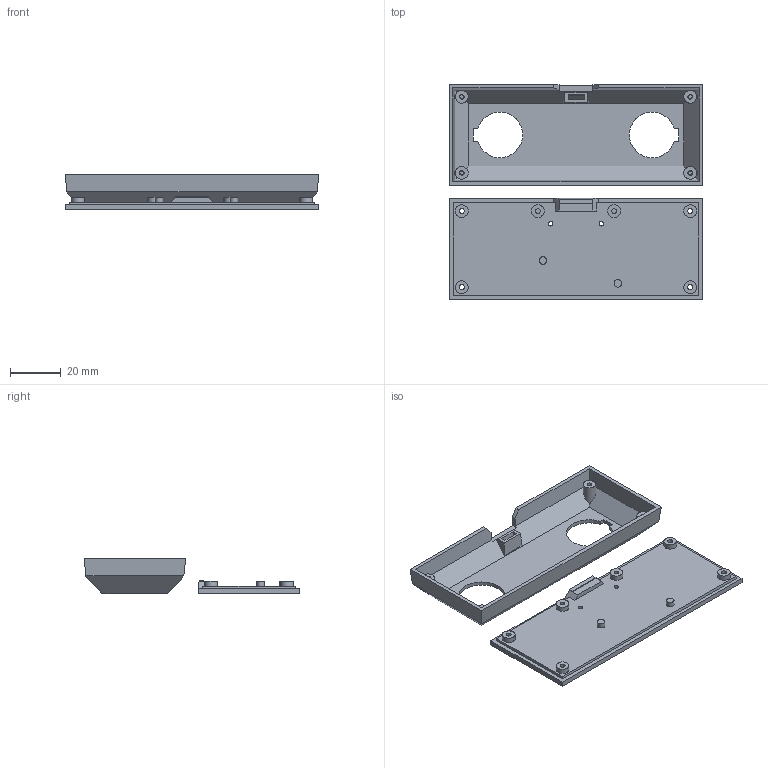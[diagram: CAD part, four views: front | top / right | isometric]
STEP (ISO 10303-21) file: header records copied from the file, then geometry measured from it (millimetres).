
FILE_DESCRIPTION(/* description */ (''),/* implementation_level */ '2;1');
FILE_NAME(/* name */ 'ovrvision_pro_cover.stp',/* time_stamp */ '2015-12-10T14:29:12+09:00',/* author */ (''),/* organization */ (''),/* preprocessor_version */ 'ST-DEVELOPER v15.2',/* originating_system */ 'Autodesk Translator Framework v2.0.0.5431',/* authorisation */ '');
FILE_SCHEMA (('AUTOMOTIVE_DESIGN { 1 0 10303 214 3 1 1 }'));
Length unit declared in the file: centimetre
Products named in the file (1): pro_cover_v2
Bounding box: 100.01 x 85 x 14 mm (x, y, z)
Volume: 20511.7 mm3; surface area: 21415.8 mm2
Topology: 2 solids, 2 shells, 137 faces, 320 edges, 209 vertices
Faces by surface type: plane 105, cylinder 28, cone 4
Full cylindrical faces by diameter (mm): 1.8 x4, 2 x4, 3 x2, 3.9 x4, 5 x10, 5.2 x2
Entity records: 3740 total; most frequent: DIRECTION 637, CARTESIAN_POINT 627, ORIENTED_EDGE 570, EDGE_CURVE 285, AXIS2_PLACEMENT_3D 214, LINE 209, VECTOR 209, EDGE_LOOP 205
